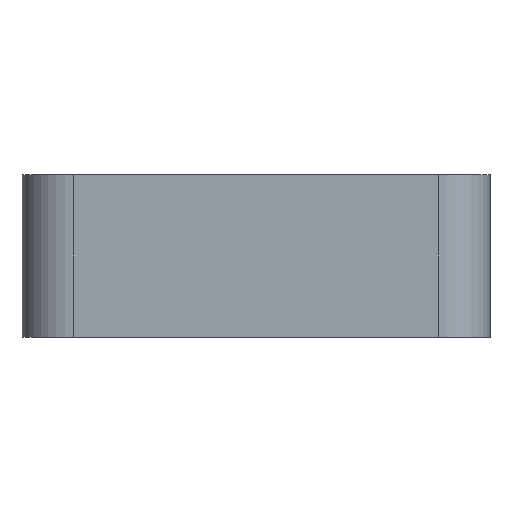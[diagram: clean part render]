
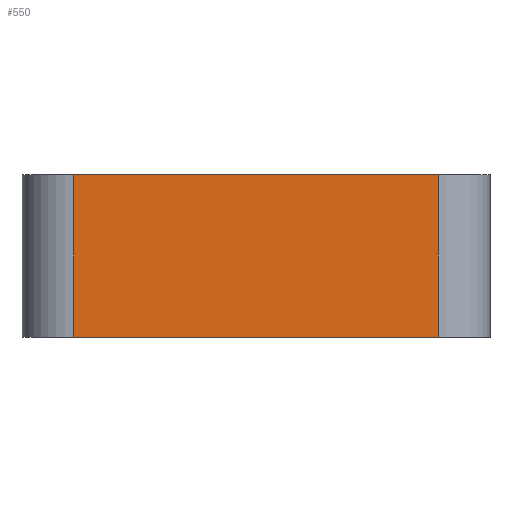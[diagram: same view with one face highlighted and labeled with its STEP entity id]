
A CAD part, left-side view. The second image highlights one B-rep face of the part: STEP entity #550.
In plain terms, the highlighted planar face has unit normal (-1, 0, 0).
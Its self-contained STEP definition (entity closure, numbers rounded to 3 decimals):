
#43=FACE_OUTER_BOUND('',#75,.T.);
#75=EDGE_LOOP('',(#408,#409,#410,#411));
#127=LINE('',#809,#187);
#145=LINE('',#860,#205);
#146=LINE('',#864,#206);
#147=LINE('',#865,#207);
#187=VECTOR('',#652,10.);
#205=VECTOR('',#690,10.);
#206=VECTOR('',#695,10.);
#207=VECTOR('',#696,10.);
#248=VERTEX_POINT('',#806);
#249=VERTEX_POINT('',#808);
#272=VERTEX_POINT('',#859);
#273=VERTEX_POINT('',#863);
#300=EDGE_CURVE('',#249,#248,#127,.T.);
#325=EDGE_CURVE('',#249,#272,#145,.T.);
#327=EDGE_CURVE('',#248,#273,#146,.T.);
#328=EDGE_CURVE('',#272,#273,#147,.T.);
#408=ORIENTED_EDGE('',*,*,#300,.T.);
#409=ORIENTED_EDGE('',*,*,#327,.T.);
#410=ORIENTED_EDGE('',*,*,#328,.F.);
#411=ORIENTED_EDGE('',*,*,#325,.F.);
#531=PLANE('',#609);
#550=ADVANCED_FACE('',(#43),#531,.T.);
#609=AXIS2_PLACEMENT_3D('',#862,#693,#694);
#652=DIRECTION('',(0.,-1.,0.));
#690=DIRECTION('',(0.,0.,1.));
#693=DIRECTION('center_axis',(-1.,0.,0.));
#694=DIRECTION('ref_axis',(0.,-1.,0.));
#695=DIRECTION('',(0.,0.,1.));
#696=DIRECTION('',(0.,-1.,0.));
#806=CARTESIAN_POINT('',(-43.352,-20.212,18.));
#808=CARTESIAN_POINT('',(-43.352,20.212,18.));
#809=CARTESIAN_POINT('',(-43.352,10.106,18.));
#859=CARTESIAN_POINT('',(-43.352,20.212,36.));
#860=CARTESIAN_POINT('',(-43.352,20.212,0.));
#862=CARTESIAN_POINT('Origin',(-43.352,20.212,0.));
#863=CARTESIAN_POINT('',(-43.352,-20.212,36.));
#864=CARTESIAN_POINT('',(-43.352,-20.212,0.));
#865=CARTESIAN_POINT('',(-43.352,20.212,36.));
